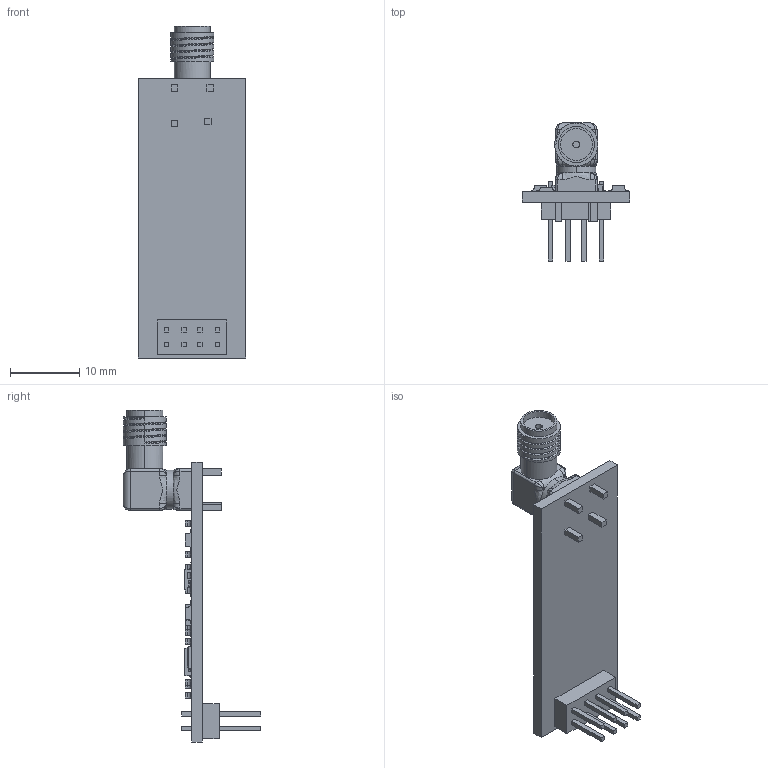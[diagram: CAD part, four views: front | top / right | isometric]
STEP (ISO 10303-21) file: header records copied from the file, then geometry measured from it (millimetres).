
FILE_DESCRIPTION (( 'STEP AP203' ), '1' );
FILE_NAME ('RF TransmiterReciever.STEP', '2019-11-24T06:33:34', ( '' ), ( '' ), 'SwSTEP 2.0', 'SolidWorks 2019', '' );
FILE_SCHEMA (( 'CONFIG_CONTROL_DESIGN' ));
Length unit declared in the file: millimetre
Products named in the file (1): RF TransmiterReciever
Bounding box: 15.6 x 19.91 x 48.03 mm (x, y, z)
Volume: 1732.7 mm3; surface area: 2268.9 mm2
Topology: 1 solids, 1 shells, 762 faces, 2039 edges, 1331 vertices
Faces by surface type: plane 540, bspline 112, cylinder 110
Entity records: 30431 total; most frequent: CARTESIAN_POINT 12125, ORIENTED_EDGE 4054, DIRECTION 3272, EDGE_CURVE 2027, VECTOR 1566, LINE 1566, VERTEX_POINT 1331, AXIS2_PLACEMENT_3D 853
